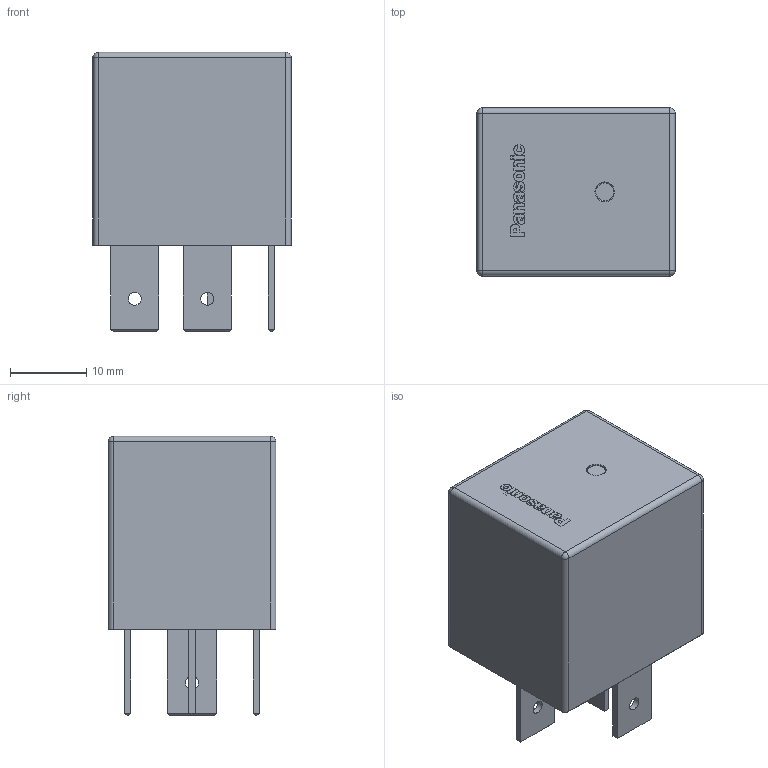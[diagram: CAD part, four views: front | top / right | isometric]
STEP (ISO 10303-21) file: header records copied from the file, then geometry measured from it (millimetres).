
FILE_DESCRIPTION(/* description */ (''),/* implementation_level */ '2;1');
FILE_NAME(/* name */ 'Panasonic CB1-12V.stp',/* time_stamp */ '2020-08-07T09:35:37-04:00',/* author */ ('Ricardo'),/* organization */ (''),/* preprocessor_version */ 'ST-DEVELOPER v18',/* originating_system */ 'Autodesk Inventor 2020',/* authorisation */ '');
FILE_SCHEMA (('AUTOMOTIVE_DESIGN { 1 0 10303 214 3 1 1 }'));
Length unit declared in the file: millimetre
Products named in the file (4): Panasonic CB1A-M-24V; body; terminals; logo
Assembly tree (3 placements, depth 2):
  Panasonic CB1A-M-24V
    body
    terminals
    logo
Bounding box: 26 x 22 x 36.6 mm (x, y, z)
Volume: 14726.4 mm3; surface area: 4384.5 mm2
Topology: 16 solids, 16 shells, 283 faces, 720 edges, 470 vertices
Faces by surface type: plane 128, bspline 119, cylinder 25, torus 6, sphere 4, cone 1
Full cylindrical faces by diameter (mm): 1.7 x5
Entity records: 9271 total; most frequent: CARTESIAN_POINT 2915, ORIENTED_EDGE 1440, DIRECTION 968, EDGE_CURVE 720, VERTEX_POINT 470, LINE 410, VECTOR 410, EDGE_LOOP 302
